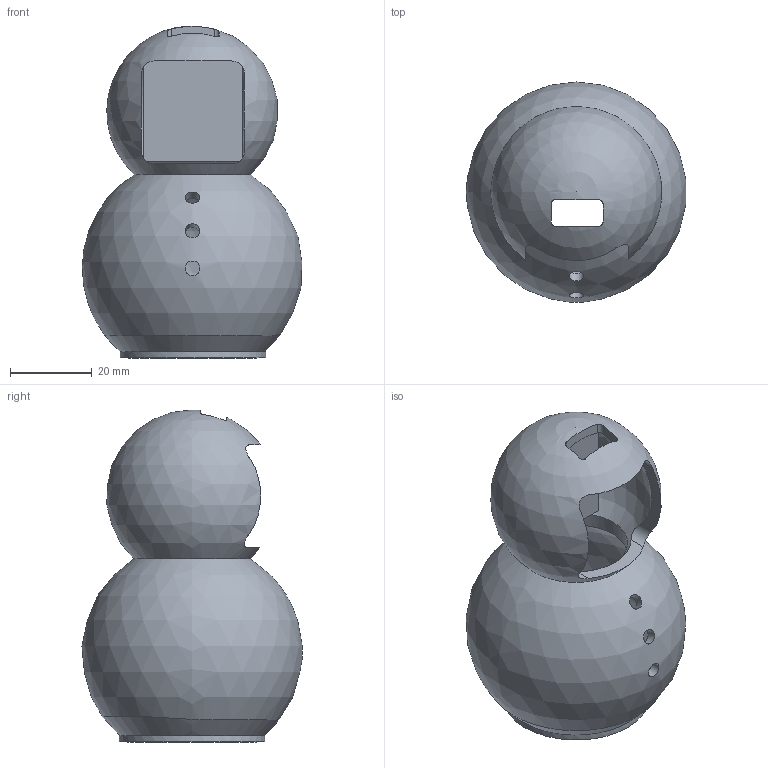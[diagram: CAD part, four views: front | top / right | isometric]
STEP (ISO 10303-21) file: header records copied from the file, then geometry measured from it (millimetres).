
FILE_DESCRIPTION(/* description */ (''),/* implementation_level */ '2;1');
FILE_NAME(/* name */ 'snowman_atom_matrix.step',/* time_stamp */ '2022-12-04T16:48:06+09:00',/* author */ (''),/* organization */ (''),/* preprocessor_version */ 'ST-DEVELOPER v19.2',/* originating_system */ 'Autodesk Translation Framework v11.17.0.187',/* authorisation */ '');
FILE_SCHEMA (('AUTOMOTIVE_DESIGN { 1 0 10303 214 3 1 1 }'));
Length unit declared in the file: millimetre
Products named in the file (1): snowman
Bounding box: 53.66 x 53.8 x 81.17 mm (x, y, z)
Volume: 32359.5 mm3; surface area: 22021.7 mm2
Topology: 1 solids, 1 shells, 45 faces, 128 edges, 85 vertices
Faces by surface type: plane 21, cylinder 17, sphere 7
Full cylindrical faces by diameter (mm): 3.594 x3, 25.2 x1, 31.422 x1, 35.542 x1, 37.784 x1
Entity records: 1854 total; most frequent: CARTESIAN_POINT 633, ORIENTED_EDGE 252, DIRECTION 252, EDGE_CURVE 126, AXIS2_PLACEMENT_3D 109, VERTEX_POINT 85, CIRCLE 62, EDGE_LOOP 57
